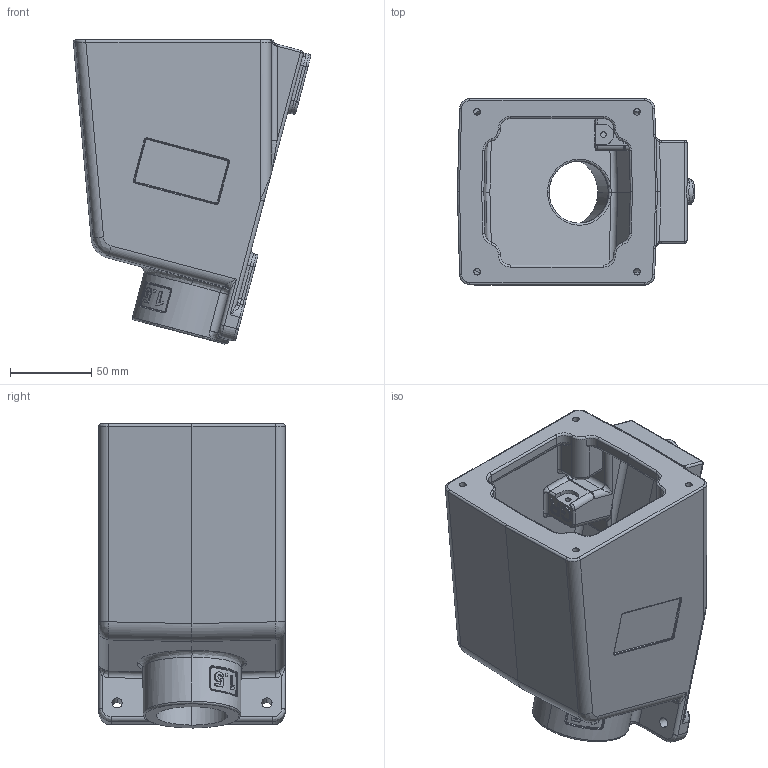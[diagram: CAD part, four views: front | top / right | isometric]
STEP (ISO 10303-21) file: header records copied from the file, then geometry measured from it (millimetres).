
FILE_DESCRIPTION (( 'STEP AP214' ), '1' );
FILE_NAME ('ORB7103-M03.STEP', '2025-03-14T14:42:36', ( '' ), ( '' ), 'SwSTEP 2.0', 'SolidWorks 2024', '' );
FILE_SCHEMA (( 'AUTOMOTIVE_DESIGN' ));
Length unit declared in the file: inch
Products named in the file (1): ORB7103-M03
Bounding box: 146.02 x 114.68 x 187.09 mm (x, y, z)
Volume: 637879.9 mm3; surface area: 164690.1 mm2
Topology: 1 solids, 1 shells, 906 faces, 2387 edges, 1495 vertices
Faces by surface type: bspline 502, cylinder 206, plane 193, torus 5
Entity records: 44602 total; most frequent: CARTESIAN_POINT 26304, ORIENTED_EDGE 4744, EDGE_CURVE 2372, DIRECTION 2264, VERTEX_POINT 1495, B_SPLINE_CURVE_WITH_KNOTS 1104, EDGE_LOOP 951, LINE 910
